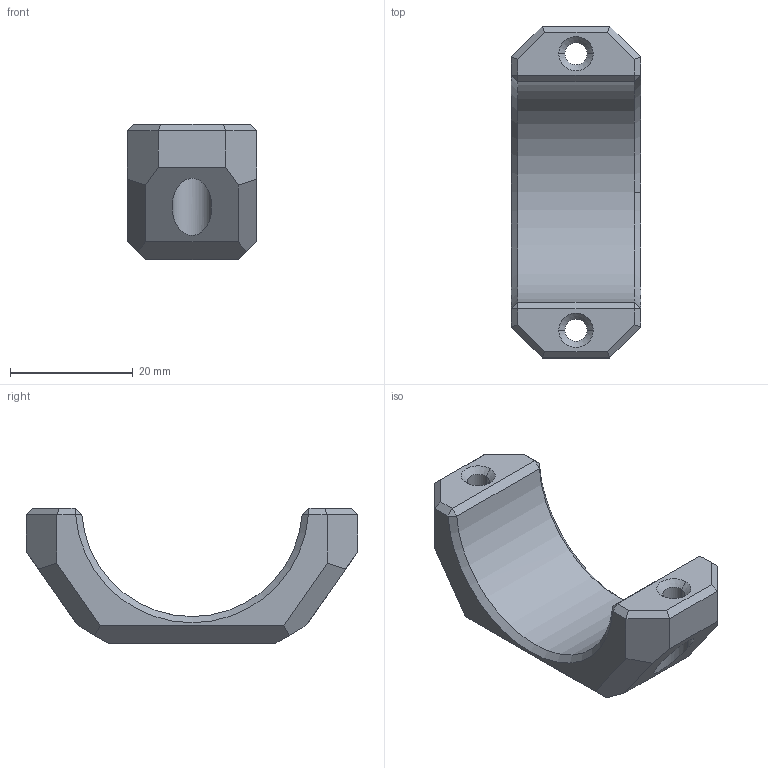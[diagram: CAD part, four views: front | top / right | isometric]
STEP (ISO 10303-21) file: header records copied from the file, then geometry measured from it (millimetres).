
FILE_DESCRIPTION (( 'STEP AP203' ), '1' );
FILE_NAME ('BondTech Clamp.STEP', '2016-03-23T19:47:55', ( '' ), ( '' ), 'SwSTEP 2.0', 'SolidWorks 2015', '' );
FILE_SCHEMA (( 'CONFIG_CONTROL_DESIGN' ));
Length unit declared in the file: millimetre
Products named in the file (1): BondTech Clamp
Bounding box: 21 x 54 x 22 mm (x, y, z)
Volume: 9402.3 mm3; surface area: 4152.8 mm2
Topology: 1 solids, 1 shells, 55 faces, 129 edges, 78 vertices
Faces by surface type: plane 39, cylinder 9, cone 7
Entity records: 1622 total; most frequent: CARTESIAN_POINT 287, ORIENTED_EDGE 258, DIRECTION 255, EDGE_CURVE 129, VECTOR 99, LINE 99, VERTEX_POINT 78, AXIS2_PLACEMENT_3D 78
